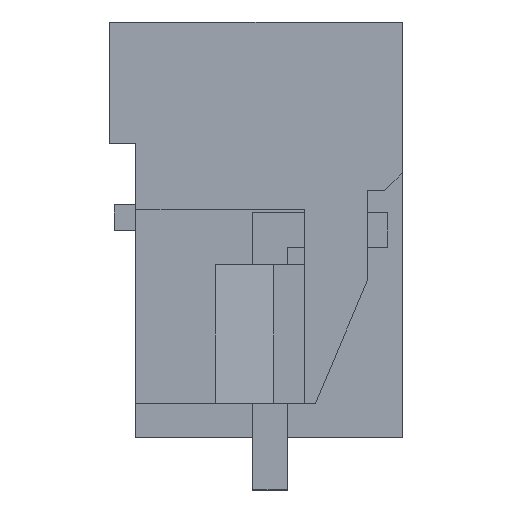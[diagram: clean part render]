
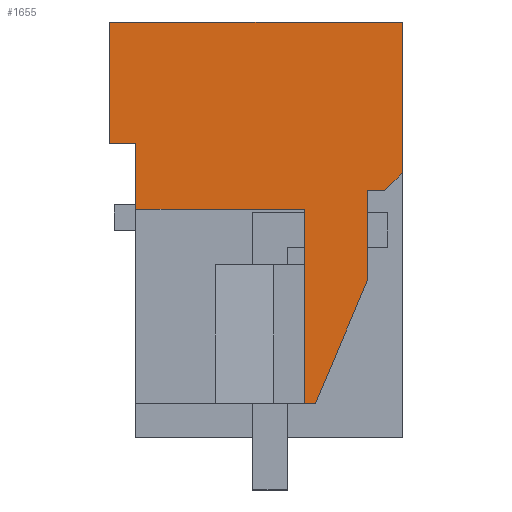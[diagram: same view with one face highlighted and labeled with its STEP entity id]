
A CAD part, left-side view. The second image highlights one B-rep face of the part: STEP entity #1655.
In plain terms, the highlighted planar face has unit normal (-1, 0, 0).
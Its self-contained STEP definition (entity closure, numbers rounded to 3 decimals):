
#1580=AXIS2_PLACEMENT_3D('Plane Axis2P3D',#1577,#1578,#1579) ;
#585=CARTESIAN_POINT('Vertex',(0.,0.,13.5)) ;
#588=CARTESIAN_POINT('Line Origine',(0.,0.,11.323)) ;
#592=CARTESIAN_POINT('Vertex',(0.,0.,9.146)) ;
#952=CARTESIAN_POINT('Vertex',(0.,7.68,8.1)) ;
#955=CARTESIAN_POINT('Line Origine',(0.,7.68,9.05)) ;
#959=CARTESIAN_POINT('Vertex',(0.,7.68,10.)) ;
#1558=CARTESIAN_POINT('Line Origine',(0.,0.25,8.896)) ;
#1562=CARTESIAN_POINT('Vertex',(0.,0.5,8.646)) ;
#1577=CARTESIAN_POINT('Axis2P3D Location',(0.,-1.5,1.5)) ;
#1582=CARTESIAN_POINT('Line Origine',(0.,4.215,13.5)) ;
#1586=CARTESIAN_POINT('Vertex',(0.,8.43,13.5)) ;
#1589=CARTESIAN_POINT('Line Origine',(0.,8.43,11.75)) ;
#1593=CARTESIAN_POINT('Vertex',(0.,8.43,10.)) ;
#1596=CARTESIAN_POINT('Line Origine',(0.,8.055,10.)) ;
#1601=CARTESIAN_POINT('Line Origine',(0.,5.245,8.1)) ;
#1605=CARTESIAN_POINT('Vertex',(0.,2.81,8.1)) ;
#1608=CARTESIAN_POINT('Line Origine',(0.,2.81,5.3)) ;
#1612=CARTESIAN_POINT('Vertex',(0.,2.81,2.5)) ;
#1615=CARTESIAN_POINT('Line Origine',(0.,2.655,2.5)) ;
#1619=CARTESIAN_POINT('Vertex',(0.,2.501,2.5)) ;
#1622=CARTESIAN_POINT('Line Origine',(0.,1.752,4.268)) ;
#1626=CARTESIAN_POINT('Vertex',(0.,1.003,6.035)) ;
#1629=CARTESIAN_POINT('Line Origine',(0.,1.003,7.341)) ;
#1633=CARTESIAN_POINT('Vertex',(0.,1.003,8.646)) ;
#1636=CARTESIAN_POINT('Line Origine',(0.,0.751,8.646)) ;
#589=DIRECTION('Vector Direction',(0.,0.,1.)) ;
#956=DIRECTION('Vector Direction',(0.,0.,-1.)) ;
#1559=DIRECTION('Vector Direction',(0.,-0.707,0.707)) ;
#1578=DIRECTION('Axis2P3D Direction',(-1.,0.,0.)) ;
#1579=DIRECTION('Axis2P3D XDirection',(0.,0.,1.)) ;
#1583=DIRECTION('Vector Direction',(0.,1.,0.)) ;
#1590=DIRECTION('Vector Direction',(0.,0.,-1.)) ;
#1597=DIRECTION('Vector Direction',(0.,-1.,0.)) ;
#1602=DIRECTION('Vector Direction',(0.,-1.,0.)) ;
#1609=DIRECTION('Vector Direction',(0.,0.,-1.)) ;
#1616=DIRECTION('Vector Direction',(0.,1.,0.)) ;
#1623=DIRECTION('Vector Direction',(0.,0.39,-0.921)) ;
#1630=DIRECTION('Vector Direction',(0.,0.,-1.)) ;
#1637=DIRECTION('Vector Direction',(0.,-1.,0.)) ;
#590=VECTOR('Line Direction',#589,1.) ;
#957=VECTOR('Line Direction',#956,1.) ;
#1560=VECTOR('Line Direction',#1559,1.) ;
#1584=VECTOR('Line Direction',#1583,1.) ;
#1591=VECTOR('Line Direction',#1590,1.) ;
#1598=VECTOR('Line Direction',#1597,1.) ;
#1603=VECTOR('Line Direction',#1602,1.) ;
#1610=VECTOR('Line Direction',#1609,1.) ;
#1617=VECTOR('Line Direction',#1616,1.) ;
#1624=VECTOR('Line Direction',#1623,1.) ;
#1631=VECTOR('Line Direction',#1630,1.) ;
#1638=VECTOR('Line Direction',#1637,1.) ;
#1642=ORIENTED_EDGE('',*,*,#594,.T.) ;
#1643=ORIENTED_EDGE('',*,*,#1588,.T.) ;
#1644=ORIENTED_EDGE('',*,*,#1595,.T.) ;
#1645=ORIENTED_EDGE('',*,*,#1600,.T.) ;
#1646=ORIENTED_EDGE('',*,*,#961,.T.) ;
#1647=ORIENTED_EDGE('',*,*,#1607,.T.) ;
#1648=ORIENTED_EDGE('',*,*,#1614,.T.) ;
#1649=ORIENTED_EDGE('',*,*,#1621,.F.) ;
#1650=ORIENTED_EDGE('',*,*,#1628,.F.) ;
#1651=ORIENTED_EDGE('',*,*,#1635,.F.) ;
#1652=ORIENTED_EDGE('',*,*,#1640,.F.) ;
#1653=ORIENTED_EDGE('',*,*,#1564,.F.) ;
#1655=ADVANCED_FACE('HOUSING',(#1654),#1581,.T.) ;
#594=EDGE_CURVE('',#593,#586,#591,.T.) ;
#961=EDGE_CURVE('',#960,#953,#958,.T.) ;
#1564=EDGE_CURVE('',#593,#1563,#1561,.F.) ;
#1588=EDGE_CURVE('',#586,#1587,#1585,.T.) ;
#1595=EDGE_CURVE('',#1587,#1594,#1592,.T.) ;
#1600=EDGE_CURVE('',#1594,#960,#1599,.T.) ;
#1607=EDGE_CURVE('',#953,#1606,#1604,.T.) ;
#1614=EDGE_CURVE('',#1606,#1613,#1611,.T.) ;
#1621=EDGE_CURVE('',#1620,#1613,#1618,.T.) ;
#1628=EDGE_CURVE('',#1627,#1620,#1625,.T.) ;
#1635=EDGE_CURVE('',#1634,#1627,#1632,.T.) ;
#1640=EDGE_CURVE('',#1563,#1634,#1639,.F.) ;
#1641=EDGE_LOOP('',(#1642,#1643,#1644,#1645,#1646,#1647,#1648,#1649,#1650,#1651,#1652,#1653)) ;
#1654=FACE_OUTER_BOUND('',#1641,.T.) ;
#591=LINE('Line',#588,#590) ;
#958=LINE('Line',#955,#957) ;
#1561=LINE('Line',#1558,#1560) ;
#1585=LINE('Line',#1582,#1584) ;
#1592=LINE('Line',#1589,#1591) ;
#1599=LINE('Line',#1596,#1598) ;
#1604=LINE('Line',#1601,#1603) ;
#1611=LINE('Line',#1608,#1610) ;
#1618=LINE('Line',#1615,#1617) ;
#1625=LINE('Line',#1622,#1624) ;
#1632=LINE('Line',#1629,#1631) ;
#1639=LINE('Line',#1636,#1638) ;
#1581=PLANE('',#1580) ;
#586=VERTEX_POINT('',#585) ;
#593=VERTEX_POINT('',#592) ;
#953=VERTEX_POINT('',#952) ;
#960=VERTEX_POINT('',#959) ;
#1563=VERTEX_POINT('',#1562) ;
#1587=VERTEX_POINT('',#1586) ;
#1594=VERTEX_POINT('',#1593) ;
#1606=VERTEX_POINT('',#1605) ;
#1613=VERTEX_POINT('',#1612) ;
#1620=VERTEX_POINT('',#1619) ;
#1627=VERTEX_POINT('',#1626) ;
#1634=VERTEX_POINT('',#1633) ;
